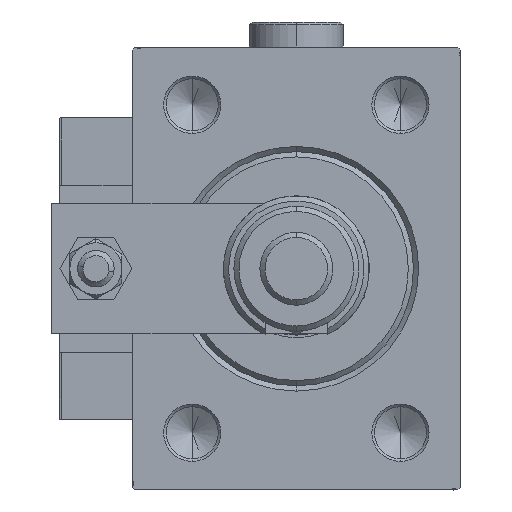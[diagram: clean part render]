
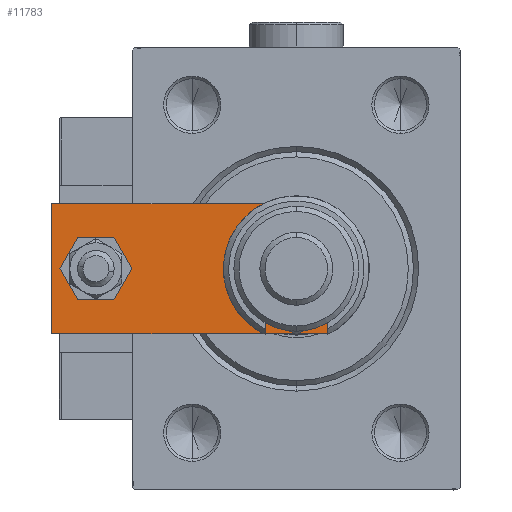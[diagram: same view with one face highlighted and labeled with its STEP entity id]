
A CAD part, left-side view. The second image highlights one B-rep face of the part: STEP entity #11783.
In plain terms, the highlighted face is planar.
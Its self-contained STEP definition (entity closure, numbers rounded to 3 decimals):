
#261 = DIRECTION ( 'NONE',  ( 1., 0., 0. ) ) ;
#340 = EDGE_CURVE ( 'NONE', #52485, #13225, #31846, .T. ) ;
#646 = ORIENTED_EDGE ( 'NONE', *, *, #22065, .T. ) ;
#1140 = EDGE_CURVE ( 'NONE', #21743, #12660, #46823, .T. ) ;
#1781 = VERTEX_POINT ( 'NONE', #47688 ) ;
#2073 = ORIENTED_EDGE ( 'NONE', *, *, #52993, .F. ) ;
#2453 = LINE ( 'NONE', #40542, #15421 ) ;
#2763 = CIRCLE ( 'NONE', #42142, 8.25 ) ;
#2785 = EDGE_CURVE ( 'NONE', #13225, #26935, #2453, .T. ) ;
#3285 = AXIS2_PLACEMENT_3D ( 'NONE', #6167, #35865, #26899 ) ;
#3737 = ORIENTED_EDGE ( 'NONE', *, *, #33436, .T. ) ;
#4269 = CARTESIAN_POINT ( 'NONE',  ( 12.5, 7., 6. ) ) ;
#5390 = EDGE_CURVE ( 'NONE', #26935, #1781, #35825, .T. ) ;
#6167 = CARTESIAN_POINT ( 'NONE',  ( 0., 0., 6. ) ) ;
#6197 = DIRECTION ( 'NONE',  ( 0.707, 0.707, 0. ) ) ;
#6476 = CARTESIAN_POINT ( 'NONE',  ( 2.75, -2.75, 6. ) ) ;
#6987 = CARTESIAN_POINT ( 'NONE',  ( 0., 13., 6. ) ) ;
#7412 = AXIS2_PLACEMENT_3D ( 'NONE', #30507, #29963, #55185 ) ;
#7944 = AXIS2_PLACEMENT_3D ( 'NONE', #6987, #20696, #41180 ) ;
#8416 = VERTEX_POINT ( 'NONE', #29575 ) ;
#8907 = CARTESIAN_POINT ( 'NONE',  ( 0., 13., 6. ) ) ;
#9463 = EDGE_LOOP ( 'NONE', ( #25088, #52080 ) ) ;
#10164 = CARTESIAN_POINT ( 'NONE',  ( -12.5, 60., 6. ) ) ;
#10688 = CARTESIAN_POINT ( 'NONE',  ( 12.5, 60., 6. ) ) ;
#11783 = ADVANCED_FACE ( 'NONE', ( #14852, #44279, #23250 ), #48766, .T. ) ;
#11893 = ORIENTED_EDGE ( 'NONE', *, *, #2785, .T. ) ;
#12660 = VERTEX_POINT ( 'NONE', #27023 ) ;
#13225 = VERTEX_POINT ( 'NONE', #40272 ) ;
#14810 = DIRECTION ( 'NONE',  ( 1., 0., 0. ) ) ;
#14852 = FACE_BOUND ( 'NONE', #27050, .T. ) ;
#15421 = VECTOR ( 'NONE', #19523, 1000. ) ;
#15721 = DIRECTION ( 'NONE',  ( 0., 0., 1. ) ) ;
#15985 = CARTESIAN_POINT ( 'NONE',  ( 0., 51.5, 6. ) ) ;
#16583 = VERTEX_POINT ( 'NONE', #4269 ) ;
#17870 = EDGE_LOOP ( 'NONE', ( #21010, #11893, #54163, #3737, #646, #48286 ) ) ;
#18879 = VECTOR ( 'NONE', #54067, 1000. ) ;
#19523 = DIRECTION ( 'NONE',  ( 0.707, -0.707, 0. ) ) ;
#20211 = DIRECTION ( 'NONE',  ( 1., 0., 0. ) ) ;
#20696 = DIRECTION ( 'NONE',  ( 0., 0., 1. ) ) ;
#21010 = ORIENTED_EDGE ( 'NONE', *, *, #340, .T. ) ;
#21743 = VERTEX_POINT ( 'NONE', #35381 ) ;
#21791 = DIRECTION ( 'NONE',  ( -1., 0., 0. ) ) ;
#22065 = EDGE_CURVE ( 'NONE', #16583, #41158, #50149, .T. ) ;
#22611 = VECTOR ( 'NONE', #31020, 1000. ) ;
#22895 = CARTESIAN_POINT ( 'NONE',  ( -5.5, 0., 6. ) ) ;
#23161 = CIRCLE ( 'NONE', #7944, 8.25 ) ;
#23250 = FACE_BOUND ( 'NONE', #9463, .T. ) ;
#25088 = ORIENTED_EDGE ( 'NONE', *, *, #44927, .F. ) ;
#26274 = DIRECTION ( 'NONE',  ( 0., 0., 1. ) ) ;
#26899 = DIRECTION ( 'NONE',  ( 1., 0., 0. ) ) ;
#26935 = VERTEX_POINT ( 'NONE', #22895 ) ;
#27023 = CARTESIAN_POINT ( 'NONE',  ( 4., 51.5, 6. ) ) ;
#27050 = EDGE_LOOP ( 'NONE', ( #35401, #2073 ) ) ;
#27453 = CARTESIAN_POINT ( 'NONE',  ( 12.5, 0., 6. ) ) ;
#27673 = VERTEX_POINT ( 'NONE', #47423 ) ;
#29077 = VECTOR ( 'NONE', #6197, 1000. ) ;
#29575 = CARTESIAN_POINT ( 'NONE',  ( 8.25, 13., 6. ) ) ;
#29963 = DIRECTION ( 'NONE',  ( 0., 0., 1. ) ) ;
#30507 = CARTESIAN_POINT ( 'NONE',  ( 0., 51.5, 6. ) ) ;
#31020 = DIRECTION ( 'NONE',  ( 0., -1., 0. ) ) ;
#31412 = VECTOR ( 'NONE', #21791, 1000. ) ;
#31581 = AXIS2_PLACEMENT_3D ( 'NONE', #15985, #15721, #20211 ) ;
#31846 = LINE ( 'NONE', #40244, #22611 ) ;
#33436 = EDGE_CURVE ( 'NONE', #1781, #16583, #36175, .T. ) ;
#34339 = VECTOR ( 'NONE', #14810, 1000. ) ;
#35381 = CARTESIAN_POINT ( 'NONE',  ( -4., 51.5, 6. ) ) ;
#35401 = ORIENTED_EDGE ( 'NONE', *, *, #1140, .F. ) ;
#35825 = LINE ( 'NONE', #41442, #34339 ) ;
#35865 = DIRECTION ( 'NONE',  ( 0., 0., 1. ) ) ;
#36175 = LINE ( 'NONE', #6476, #29077 ) ;
#40244 = CARTESIAN_POINT ( 'NONE',  ( -12.5, 60., 6. ) ) ;
#40272 = CARTESIAN_POINT ( 'NONE',  ( -12.5, 7., 6. ) ) ;
#40542 = CARTESIAN_POINT ( 'NONE',  ( -2.75, -2.75, 6. ) ) ;
#41158 = VERTEX_POINT ( 'NONE', #10688 ) ;
#41180 = DIRECTION ( 'NONE',  ( 1., 0., 0. ) ) ;
#41442 = CARTESIAN_POINT ( 'NONE',  ( -12.5, 0., 6. ) ) ;
#41702 = EDGE_CURVE ( 'NONE', #8416, #27673, #23161, .T. ) ;
#42142 = AXIS2_PLACEMENT_3D ( 'NONE', #8907, #26274, #261 ) ;
#44279 = FACE_OUTER_BOUND ( 'NONE', #17870, .T. ) ;
#44927 = EDGE_CURVE ( 'NONE', #27673, #8416, #2763, .T. ) ;
#46002 = EDGE_CURVE ( 'NONE', #41158, #52485, #51755, .T. ) ;
#46823 = CIRCLE ( 'NONE', #31581, 4. ) ;
#47423 = CARTESIAN_POINT ( 'NONE',  ( -8.25, 13., 6. ) ) ;
#47688 = CARTESIAN_POINT ( 'NONE',  ( 5.5, 0., 6. ) ) ;
#48286 = ORIENTED_EDGE ( 'NONE', *, *, #46002, .T. ) ;
#48766 = PLANE ( 'NONE',  #3285 ) ;
#50149 = LINE ( 'NONE', #27453, #18879 ) ;
#51755 = LINE ( 'NONE', #52302, #31412 ) ;
#52080 = ORIENTED_EDGE ( 'NONE', *, *, #41702, .F. ) ;
#52153 = CIRCLE ( 'NONE', #7412, 4. ) ;
#52302 = CARTESIAN_POINT ( 'NONE',  ( 12.5, 60., 6. ) ) ;
#52485 = VERTEX_POINT ( 'NONE', #10164 ) ;
#52993 = EDGE_CURVE ( 'NONE', #12660, #21743, #52153, .T. ) ;
#54067 = DIRECTION ( 'NONE',  ( 0., 1., 0. ) ) ;
#54163 = ORIENTED_EDGE ( 'NONE', *, *, #5390, .T. ) ;
#55185 = DIRECTION ( 'NONE',  ( 1., 0., 0. ) ) ;
